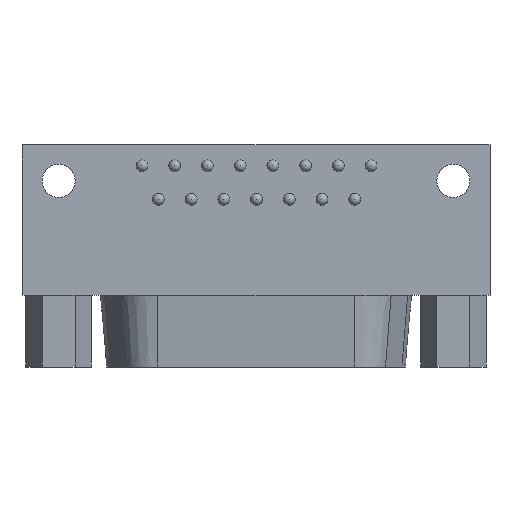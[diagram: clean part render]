
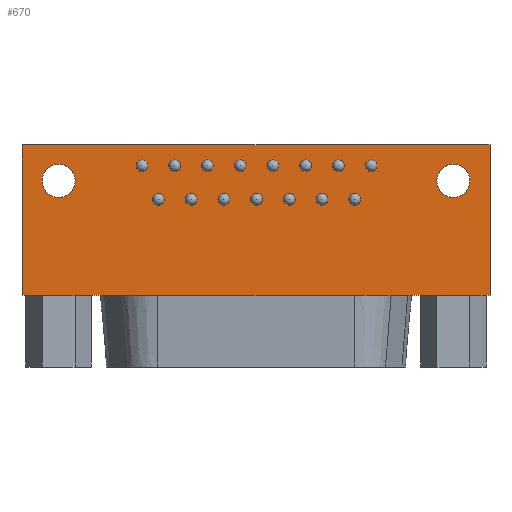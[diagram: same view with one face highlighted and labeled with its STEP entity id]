
A CAD part, front view. The second image highlights one B-rep face of the part: STEP entity #670.
In plain terms, the highlighted planar face has unit normal (0, -1, 0).
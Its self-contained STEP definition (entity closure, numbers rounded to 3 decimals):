
#670=ADVANCED_FACE('',(#2013,#2015,#2017,#2019,#2021,#2023,#2025,#2027,#2029,#2031,
#2033,#2035,#2037,#2039,#2041,#2043,#2045,#2047),#2049,.F.);
#2013=FACE_BOUND('',#2014,.T.);
#2014=EDGE_LOOP('',(#2864,#2865,#2866,#2867));
#2015=FACE_BOUND('',#2016,.T.);
#2016=EDGE_LOOP('',(#2868));
#2017=FACE_BOUND('',#2018,.T.);
#2018=EDGE_LOOP('',(#2869));
#2019=FACE_BOUND('',#2020,.T.);
#2020=EDGE_LOOP('',(#2870));
#2021=FACE_BOUND('',#2022,.T.);
#2022=EDGE_LOOP('',(#2871));
#2023=FACE_BOUND('',#2024,.T.);
#2024=EDGE_LOOP('',(#2872));
#2025=FACE_BOUND('',#2026,.T.);
#2026=EDGE_LOOP('',(#2873));
#2027=FACE_BOUND('',#2028,.T.);
#2028=EDGE_LOOP('',(#2874));
#2029=FACE_BOUND('',#2030,.T.);
#2030=EDGE_LOOP('',(#2875));
#2031=FACE_BOUND('',#2032,.T.);
#2032=EDGE_LOOP('',(#2876));
#2033=FACE_BOUND('',#2034,.T.);
#2034=EDGE_LOOP('',(#2877));
#2035=FACE_BOUND('',#2036,.T.);
#2036=EDGE_LOOP('',(#2878));
#2037=FACE_BOUND('',#2038,.T.);
#2038=EDGE_LOOP('',(#2879));
#2039=FACE_BOUND('',#2040,.T.);
#2040=EDGE_LOOP('',(#2880));
#2041=FACE_BOUND('',#2042,.T.);
#2042=EDGE_LOOP('',(#2881));
#2043=FACE_BOUND('',#2044,.T.);
#2044=EDGE_LOOP('',(#2882));
#2045=FACE_BOUND('',#2046,.T.);
#2046=EDGE_LOOP('',(#2883));
#2047=FACE_BOUND('',#2048,.T.);
#2048=EDGE_LOOP('',(#2884));
#2049=PLANE('',#2050);
#2050=AXIS2_PLACEMENT_3D('',#2051,#2052,#2053);
#2051=CARTESIAN_POINT('',(-29.546,0.,1.77));
#2052=DIRECTION('',(0.,1.,0.));
#2053=DIRECTION('',(0.,-0.,1.));
#2864=ORIENTED_EDGE('',*,*,#3359,.T.);
#2865=ORIENTED_EDGE('',*,*,#3360,.T.);
#2866=ORIENTED_EDGE('',*,*,#3361,.F.);
#2867=ORIENTED_EDGE('',*,*,#3362,.F.);
#2868=ORIENTED_EDGE('',*,*,#3252,.F.);
#2869=ORIENTED_EDGE('',*,*,#3276,.F.);
#2870=ORIENTED_EDGE('',*,*,#3358,.T.);
#2871=ORIENTED_EDGE('',*,*,#3352,.F.);
#2872=ORIENTED_EDGE('',*,*,#3273,.F.);
#2873=ORIENTED_EDGE('',*,*,#3270,.F.);
#2874=ORIENTED_EDGE('',*,*,#3267,.F.);
#2875=ORIENTED_EDGE('',*,*,#3264,.F.);
#2876=ORIENTED_EDGE('',*,*,#3261,.F.);
#2877=ORIENTED_EDGE('',*,*,#3258,.F.);
#2878=ORIENTED_EDGE('',*,*,#3255,.F.);
#2879=ORIENTED_EDGE('',*,*,#3249,.F.);
#2880=ORIENTED_EDGE('',*,*,#3246,.F.);
#2881=ORIENTED_EDGE('',*,*,#3243,.F.);
#2882=ORIENTED_EDGE('',*,*,#3240,.F.);
#2883=ORIENTED_EDGE('',*,*,#3237,.F.);
#2884=ORIENTED_EDGE('',*,*,#3234,.F.);
#3234=EDGE_CURVE('',#3489,#3489,#3490,.T.);
#3237=EDGE_CURVE('',#3495,#3495,#3496,.T.);
#3240=EDGE_CURVE('',#3501,#3501,#3502,.T.);
#3243=EDGE_CURVE('',#3507,#3507,#3508,.T.);
#3246=EDGE_CURVE('',#3513,#3513,#3514,.T.);
#3249=EDGE_CURVE('',#3519,#3519,#3520,.T.);
#3252=EDGE_CURVE('',#3525,#3525,#3526,.T.);
#3255=EDGE_CURVE('',#3531,#3531,#3532,.T.);
#3258=EDGE_CURVE('',#3537,#3537,#3538,.T.);
#3261=EDGE_CURVE('',#3543,#3543,#3544,.T.);
#3264=EDGE_CURVE('',#3549,#3549,#3550,.T.);
#3267=EDGE_CURVE('',#3555,#3555,#3556,.T.);
#3270=EDGE_CURVE('',#3561,#3561,#3562,.T.);
#3273=EDGE_CURVE('',#3567,#3567,#3568,.T.);
#3276=EDGE_CURVE('',#3573,#3573,#3574,.T.);
#3352=EDGE_CURVE('',#3725,#3725,#3726,.T.);
#3358=EDGE_CURVE('',#3737,#3737,#3738,.T.);
#3359=EDGE_CURVE('',#3739,#3740,#3741,.T.);
#3360=EDGE_CURVE('',#3740,#3742,#3743,.T.);
#3361=EDGE_CURVE('',#3744,#3742,#3745,.T.);
#3362=EDGE_CURVE('',#3739,#3744,#3746,.T.);
#3489=VERTEX_POINT('',#3953);
#3490=CIRCLE('',#3954,0.5);
#3495=VERTEX_POINT('',#3962);
#3496=CIRCLE('',#3963,0.5);
#3501=VERTEX_POINT('',#3971);
#3502=CIRCLE('',#3972,0.5);
#3507=VERTEX_POINT('',#3980);
#3508=CIRCLE('',#3981,0.5);
#3513=VERTEX_POINT('',#3989);
#3514=CIRCLE('',#3990,0.5);
#3519=VERTEX_POINT('',#3998);
#3520=CIRCLE('',#3999,0.5);
#3525=VERTEX_POINT('',#4007);
#3526=CIRCLE('',#4008,0.5);
#3531=VERTEX_POINT('',#4016);
#3532=CIRCLE('',#4017,0.5);
#3537=VERTEX_POINT('',#4025);
#3538=CIRCLE('',#4026,0.5);
#3543=VERTEX_POINT('',#4034);
#3544=CIRCLE('',#4035,0.5);
#3549=VERTEX_POINT('',#4043);
#3550=CIRCLE('',#4044,0.5);
#3555=VERTEX_POINT('',#4052);
#3556=CIRCLE('',#4053,0.5);
#3561=VERTEX_POINT('',#4061);
#3562=CIRCLE('',#4062,0.5);
#3567=VERTEX_POINT('',#4070);
#3568=CIRCLE('',#4071,0.5);
#3573=VERTEX_POINT('',#4079);
#3574=CIRCLE('',#4080,0.5);
#3725=VERTEX_POINT('',#4449);
#3726=CIRCLE('',#4450,1.4);
#3737=VERTEX_POINT('',#4479);
#3738=CIRCLE('',#4480,1.4);
#3739=VERTEX_POINT('',#4484);
#3740=VERTEX_POINT('',#4485);
#3741=LINE('',#4486,#4487);
#3742=VERTEX_POINT('',#4489);
#3743=LINE('',#4490,#4491);
#3744=VERTEX_POINT('',#4493);
#3745=LINE('',#4494,#4495);
#3746=LINE('',#4497,#4498);
#3953=CARTESIAN_POINT('',(-18.,0.,-2.34));
#3954=AXIS2_PLACEMENT_3D('',#3955,#3956,#3957);
#3955=CARTESIAN_POINT('',(-18.,0.,-2.84));
#3956=DIRECTION('',(-0.,-1.,-0.));
#3957=DIRECTION('',(0.,0.,-1.));
#3962=CARTESIAN_POINT('',(-15.23,0.,-2.34));
#3963=AXIS2_PLACEMENT_3D('',#3964,#3965,#3966);
#3964=CARTESIAN_POINT('',(-15.23,0.,-2.84));
#3965=DIRECTION('',(-0.,-1.,-0.));
#3966=DIRECTION('',(0.,0.,-1.));
#3971=CARTESIAN_POINT('',(-12.46,0.,-2.34));
#3972=AXIS2_PLACEMENT_3D('',#3973,#3974,#3975);
#3973=CARTESIAN_POINT('',(-12.46,0.,-2.84));
#3974=DIRECTION('',(-0.,-1.,-0.));
#3975=DIRECTION('',(0.,0.,-1.));
#3980=CARTESIAN_POINT('',(-9.69,0.,-2.34));
#3981=AXIS2_PLACEMENT_3D('',#3982,#3983,#3984);
#3982=CARTESIAN_POINT('',(-9.69,0.,-2.84));
#3983=DIRECTION('',(-0.,-1.,-0.));
#3984=DIRECTION('',(0.,0.,-1.));
#3989=CARTESIAN_POINT('',(-6.92,0.,-2.34));
#3990=AXIS2_PLACEMENT_3D('',#3991,#3992,#3993);
#3991=CARTESIAN_POINT('',(-6.92,0.,-2.84));
#3992=DIRECTION('',(-0.,-1.,-0.));
#3993=DIRECTION('',(0.,0.,-1.));
#3998=CARTESIAN_POINT('',(-4.15,0.,-2.34));
#3999=AXIS2_PLACEMENT_3D('',#4000,#4001,#4002);
#4000=CARTESIAN_POINT('',(-4.15,0.,-2.84));
#4001=DIRECTION('',(-0.,-1.,-0.));
#4002=DIRECTION('',(0.,0.,-1.));
#4007=CARTESIAN_POINT('',(-1.38,0.,-2.34));
#4008=AXIS2_PLACEMENT_3D('',#4009,#4010,#4011);
#4009=CARTESIAN_POINT('',(-1.38,0.,-2.84));
#4010=DIRECTION('',(-0.,-1.,-0.));
#4011=DIRECTION('',(0.,0.,-1.));
#4016=CARTESIAN_POINT('',(-19.39,0.,0.5));
#4017=AXIS2_PLACEMENT_3D('',#4018,#4019,#4020);
#4018=CARTESIAN_POINT('',(-19.39,0.,0.));
#4019=DIRECTION('',(-0.,-1.,-0.));
#4020=DIRECTION('',(0.,0.,-1.));
#4025=CARTESIAN_POINT('',(-16.62,0.,0.5));
#4026=AXIS2_PLACEMENT_3D('',#4027,#4028,#4029);
#4027=CARTESIAN_POINT('',(-16.62,0.,0.));
#4028=DIRECTION('',(-0.,-1.,-0.));
#4029=DIRECTION('',(0.,0.,-1.));
#4034=CARTESIAN_POINT('',(-13.85,0.,0.5));
#4035=AXIS2_PLACEMENT_3D('',#4036,#4037,#4038);
#4036=CARTESIAN_POINT('',(-13.85,0.,0.));
#4037=DIRECTION('',(-0.,-1.,-0.));
#4038=DIRECTION('',(0.,0.,-1.));
#4043=CARTESIAN_POINT('',(-11.08,0.,0.5));
#4044=AXIS2_PLACEMENT_3D('',#4045,#4046,#4047);
#4045=CARTESIAN_POINT('',(-11.08,0.,0.));
#4046=DIRECTION('',(-0.,-1.,-0.));
#4047=DIRECTION('',(0.,0.,-1.));
#4052=CARTESIAN_POINT('',(-8.31,0.,0.5));
#4053=AXIS2_PLACEMENT_3D('',#4054,#4055,#4056);
#4054=CARTESIAN_POINT('',(-8.31,0.,0.));
#4055=DIRECTION('',(-0.,-1.,-0.));
#4056=DIRECTION('',(0.,0.,-1.));
#4061=CARTESIAN_POINT('',(-5.54,0.,0.5));
#4062=AXIS2_PLACEMENT_3D('',#4063,#4064,#4065);
#4063=CARTESIAN_POINT('',(-5.54,0.,0.));
#4064=DIRECTION('',(-0.,-1.,-0.));
#4065=DIRECTION('',(0.,0.,-1.));
#4070=CARTESIAN_POINT('',(-2.77,0.,0.5));
#4071=AXIS2_PLACEMENT_3D('',#4072,#4073,#4074);
#4072=CARTESIAN_POINT('',(-2.77,0.,0.));
#4073=DIRECTION('',(-0.,-1.,-0.));
#4074=DIRECTION('',(0.,0.,-1.));
#4079=CARTESIAN_POINT('',(0.,0.,0.5));
#4080=AXIS2_PLACEMENT_3D('',#4081,#4082,#4083);
#4081=CARTESIAN_POINT('',(0.,0.,0.));
#4082=DIRECTION('',(-0.,-1.,-0.));
#4083=DIRECTION('',(0.,0.,-1.));
#4449=CARTESIAN_POINT('',(-27.847,0.,-1.27));
#4450=AXIS2_PLACEMENT_3D('',#4451,#4452,#4453);
#4451=CARTESIAN_POINT('',(-26.447,0.,-1.27));
#4452=DIRECTION('',(-0.,-1.,-0.));
#4453=DIRECTION('',(-1.,-0.,0.));
#4479=CARTESIAN_POINT('',(6.975,0.,0.13));
#4480=AXIS2_PLACEMENT_3D('',#4481,#4482,#4483);
#4481=CARTESIAN_POINT('',(6.975,0.,-1.27));
#4482=DIRECTION('',(0.,1.,0.));
#4483=DIRECTION('',(0.,0.,-1.));
#4484=CARTESIAN_POINT('',(-29.546,0.,1.77));
#4485=CARTESIAN_POINT('',(-29.546,0.,-10.96));
#4486=CARTESIAN_POINT('',(-29.546,0.,1.77));
#4487=VECTOR('',#4488,1.);
#4488=DIRECTION('',(0.,0.,-1.));
#4489=CARTESIAN_POINT('',(10.074,0.,-10.96));
#4490=CARTESIAN_POINT('',(-29.546,0.,-10.96));
#4491=VECTOR('',#4492,1.);
#4492=DIRECTION('',(1.,0.,0.));
#4493=CARTESIAN_POINT('',(10.074,0.,1.77));
#4494=CARTESIAN_POINT('',(10.074,0.,1.77));
#4495=VECTOR('',#4496,1.);
#4496=DIRECTION('',(0.,0.,-1.));
#4497=CARTESIAN_POINT('',(-29.546,0.,1.77));
#4498=VECTOR('',#4499,1.);
#4499=DIRECTION('',(1.,0.,0.));
